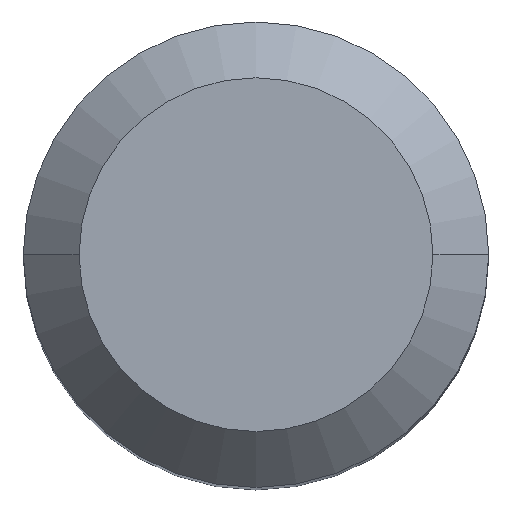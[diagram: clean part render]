
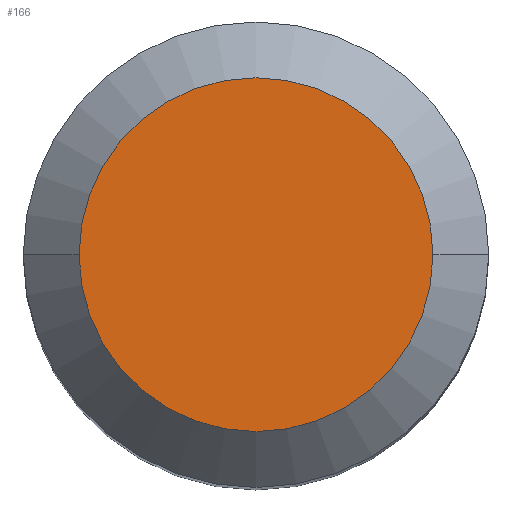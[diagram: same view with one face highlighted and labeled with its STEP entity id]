
A CAD part, top view. The second image highlights one B-rep face of the part: STEP entity #166.
In plain terms, the highlighted planar face has unit normal (0, 0, 1).
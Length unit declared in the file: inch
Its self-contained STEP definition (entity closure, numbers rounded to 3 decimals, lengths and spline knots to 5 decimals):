
#17 = PLANE ( 'NONE',  #351 ) ;
#23 = AXIS2_PLACEMENT_3D ( 'NONE', #67, #463, #28 ) ;
#28 = DIRECTION ( 'NONE',  ( 1., 0., 0. ) ) ;
#67 = CARTESIAN_POINT ( 'NONE',  ( 0., 0., 0. ) ) ;
#80 = AXIS2_PLACEMENT_3D ( 'NONE', #126, #457, #97 ) ;
#91 = EDGE_CURVE ( 'NONE', #182, #248, #281, .T. ) ;
#97 = DIRECTION ( 'NONE',  ( 1., 0., 0. ) ) ;
#126 = CARTESIAN_POINT ( 'NONE',  ( 0., 0., 0. ) ) ;
#128 = FACE_OUTER_BOUND ( 'NONE', #222, .T. ) ;
#160 = CARTESIAN_POINT ( 'NONE',  ( 0.0475, 0., 0. ) ) ;
#165 = CARTESIAN_POINT ( 'NONE',  ( 0., 0.0475, 0. ) ) ;
#166 = ADVANCED_FACE ( 'NONE', ( #128 ), #17, .F. ) ;
#182 = VERTEX_POINT ( 'NONE', #160 ) ;
#222 = EDGE_LOOP ( 'NONE', ( #320, #364 ) ) ;
#248 = VERTEX_POINT ( 'NONE', #350 ) ;
#281 = CIRCLE ( 'NONE', #80, 0.0475 ) ;
#320 = ORIENTED_EDGE ( 'NONE', *, *, #336, .T. ) ;
#336 = EDGE_CURVE ( 'NONE', #248, #182, #460, .T. ) ;
#350 = CARTESIAN_POINT ( 'NONE',  ( -0.0475, 0., 0. ) ) ;
#351 = AXIS2_PLACEMENT_3D ( 'NONE', #165, #415, #383 ) ;
#364 = ORIENTED_EDGE ( 'NONE', *, *, #91, .T. ) ;
#383 = DIRECTION ( 'NONE',  ( -1., 0., 0. ) ) ;
#415 = DIRECTION ( 'NONE',  ( 0., 0., -1. ) ) ;
#457 = DIRECTION ( 'NONE',  ( 0., 0., 1. ) ) ;
#460 = CIRCLE ( 'NONE', #23, 0.0475 ) ;
#463 = DIRECTION ( 'NONE',  ( 0., 0., 1. ) ) ;
